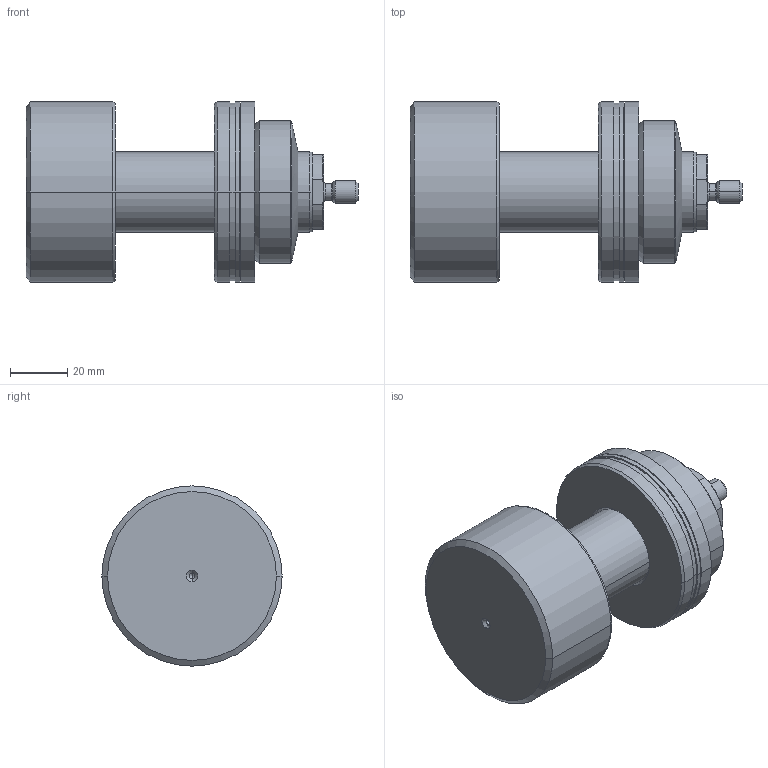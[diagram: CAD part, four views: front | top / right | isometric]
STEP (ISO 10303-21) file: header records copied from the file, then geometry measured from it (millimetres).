
FILE_DESCRIPTION (( 'STEP AP203' ), '1' );
FILE_NAME ('bd9f.STEP', '2020-10-09T00:19:06', ( '' ), ( '' ), 'SwSTEP 2.0', 'SolidWorks 2019', '' );
FILE_SCHEMA (( 'CONFIG_CONTROL_DESIGN' ));
Length unit declared in the file: millimetre
Products named in the file (4): V400CL_VC_X 0705f2efa7883ad8915d65f9b8d5a514; bd9f; V400CL_PC_X 0705f2efa7883ad8915d65f9b8d5a514; MM 0705f2efa7883ad8915d65f9b8d5a514
Assembly tree (3 placements, depth 2):
  bd9f
    V400CL_PC_X 0705f2efa7883ad8915d65f9b8d5a514
    V400CL_VC_X 0705f2efa7883ad8915d65f9b8d5a514
    MM 0705f2efa7883ad8915d65f9b8d5a514
Bounding box: 116 x 63 x 63 mm (x, y, z)
Volume: 195159.8 mm3; surface area: 32217.8 mm2
Topology: 3 solids, 3 shells, 88 faces, 186 edges, 108 vertices
Faces by surface type: cylinder 32, cone 30, plane 20, torus 6
Entity records: 2756 total; most frequent: DIRECTION 466, CARTESIAN_POINT 408, ORIENTED_EDGE 364, AXIS2_PLACEMENT_3D 198, EDGE_CURVE 182, VERTEX_POINT 108, CIRCLE 104, EDGE_LOOP 98
